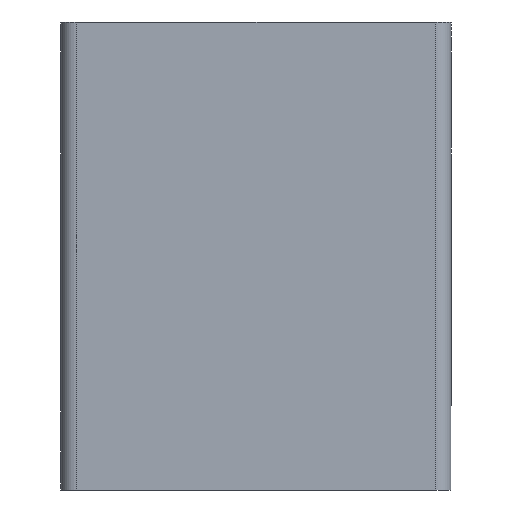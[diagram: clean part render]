
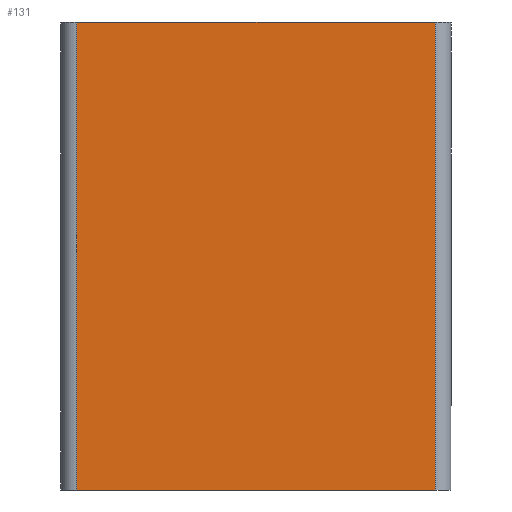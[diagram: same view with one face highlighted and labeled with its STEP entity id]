
A CAD part, front view. The second image highlights one B-rep face of the part: STEP entity #131.
In plain terms, the highlighted planar face has unit normal (0, -1, 0).
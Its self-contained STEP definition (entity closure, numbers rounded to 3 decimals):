
#11 = CARTESIAN_POINT ( 'NONE',  ( -91.925, -13.248, 60. ) ) ;
#15 = EDGE_CURVE ( 'NONE', #784, #424, #569, .T. ) ;
#57 = CARTESIAN_POINT ( 'NONE',  ( -45.925, -13.248, 60. ) ) ;
#125 = EDGE_CURVE ( 'NONE', #651, #424, #496, .T. ) ;
#131 = ADVANCED_FACE ( 'NONE', ( #906 ), #975, .F. ) ;
#146 = EDGE_CURVE ( 'NONE', #341, #651, #506, .T. ) ;
#248 = VECTOR ( 'NONE', #257, 1000. ) ;
#250 = EDGE_CURVE ( 'NONE', #341, #784, #563, .T. ) ;
#257 = DIRECTION ( 'NONE',  ( 1., 0., 0. ) ) ;
#277 = VECTOR ( 'NONE', #665, 1000. ) ;
#341 = VERTEX_POINT ( 'NONE', #652 ) ;
#378 = ORIENTED_EDGE ( 'NONE', *, *, #15, .T. ) ;
#388 = DIRECTION ( 'NONE',  ( 0., 0., -1. ) ) ;
#409 = CARTESIAN_POINT ( 'NONE',  ( -91.925, -13.248, 0. ) ) ;
#424 = VERTEX_POINT ( 'NONE', #676 ) ;
#496 = LINE ( 'NONE', #820, #277 ) ;
#506 = LINE ( 'NONE', #902, #248 ) ;
#563 = LINE ( 'NONE', #11, #575 ) ;
#569 = LINE ( 'NONE', #409, #778 ) ;
#573 = CARTESIAN_POINT ( 'NONE',  ( -91.925, -13.248, 60. ) ) ;
#575 = VECTOR ( 'NONE', #388, 1000. ) ;
#599 = EDGE_LOOP ( 'NONE', ( #378, #851, #729, #756 ) ) ;
#600 = CARTESIAN_POINT ( 'NONE',  ( -91.925, -13.248, 0. ) ) ;
#633 = DIRECTION ( 'NONE',  ( 1., 0., 0. ) ) ;
#650 = DIRECTION ( 'NONE',  ( 0., 1., 0. ) ) ;
#651 = VERTEX_POINT ( 'NONE', #57 ) ;
#652 = CARTESIAN_POINT ( 'NONE',  ( -91.925, -13.248, 60. ) ) ;
#665 = DIRECTION ( 'NONE',  ( 0., 0., -1. ) ) ;
#676 = CARTESIAN_POINT ( 'NONE',  ( -45.925, -13.248, 0. ) ) ;
#729 = ORIENTED_EDGE ( 'NONE', *, *, #146, .F. ) ;
#756 = ORIENTED_EDGE ( 'NONE', *, *, #250, .T. ) ;
#778 = VECTOR ( 'NONE', #633, 1000. ) ;
#784 = VERTEX_POINT ( 'NONE', #600 ) ;
#820 = CARTESIAN_POINT ( 'NONE',  ( -45.925, -13.248, 60. ) ) ;
#835 = DIRECTION ( 'NONE',  ( 0., 0., 1. ) ) ;
#851 = ORIENTED_EDGE ( 'NONE', *, *, #125, .F. ) ;
#892 = AXIS2_PLACEMENT_3D ( 'NONE', #573, #650, #835 ) ;
#902 = CARTESIAN_POINT ( 'NONE',  ( -91.925, -13.248, 60. ) ) ;
#906 = FACE_OUTER_BOUND ( 'NONE', #599, .T. ) ;
#975 = PLANE ( 'NONE',  #892 ) ;
